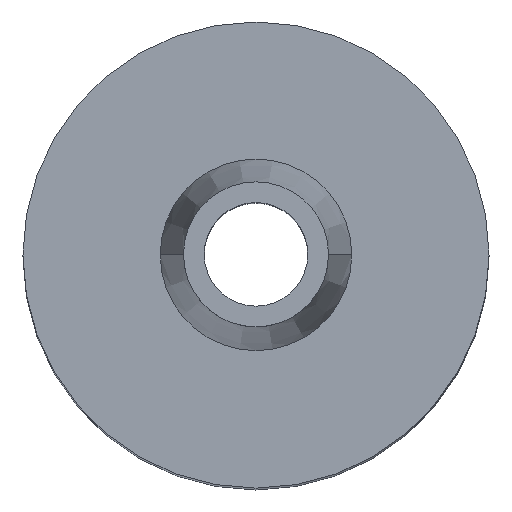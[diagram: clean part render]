
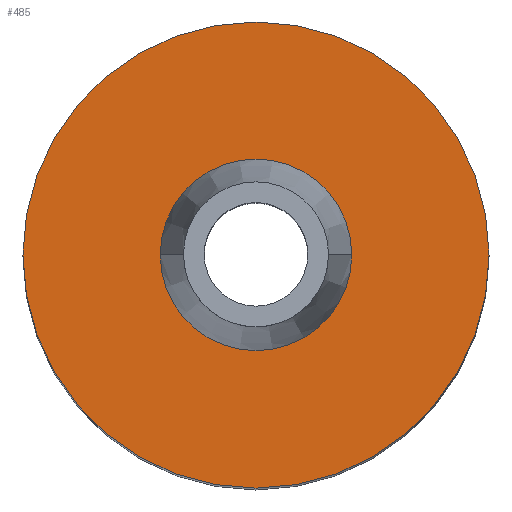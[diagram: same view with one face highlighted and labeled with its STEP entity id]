
A CAD part, top view. The second image highlights one B-rep face of the part: STEP entity #485.
In plain terms, the highlighted planar face has unit normal (0, 0, 1).
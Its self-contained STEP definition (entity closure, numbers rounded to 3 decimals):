
#55=CARTESIAN_POINT('',(0.,0.,28.65));
#56=DIRECTION('',(0.,0.,-1.));
#57=DIRECTION('',(1.,0.,0.));
#58=AXIS2_PLACEMENT_3D('',#55,#56,#57);
#60=CARTESIAN_POINT('',(0.,0.,28.65));
#61=DIRECTION('',(0.,0.,-1.));
#62=DIRECTION('',(-1.,0.,0.));
#63=AXIS2_PLACEMENT_3D('',#60,#61,#62);
#65=CARTESIAN_POINT('',(0.,0.,28.65));
#66=DIRECTION('',(0.,0.,1.));
#67=DIRECTION('',(-1.,0.,0.));
#68=AXIS2_PLACEMENT_3D('',#65,#66,#67);
#70=CARTESIAN_POINT('',(0.,0.,28.65));
#71=DIRECTION('',(0.,0.,1.));
#72=DIRECTION('',(1.,0.,0.));
#73=AXIS2_PLACEMENT_3D('',#70,#71,#72);
#327=CARTESIAN_POINT('',(-4.5,0.,28.65));
#328=VERTEX_POINT('',#327);
#329=CARTESIAN_POINT('',(4.5,0.,28.65));
#330=VERTEX_POINT('',#329);
#335=CARTESIAN_POINT('',(-1.4,0.,28.65));
#336=CARTESIAN_POINT('',(1.4,0.,28.65));
#337=VERTEX_POINT('',#335);
#338=VERTEX_POINT('',#336);
#470=CARTESIAN_POINT('',(0.,4.5,28.65));
#471=DIRECTION('',(0.,0.,1.));
#472=DIRECTION('',(1.,0.,0.));
#473=AXIS2_PLACEMENT_3D('',#470,#471,#472);
#474=PLANE('',#473);
#475=ORIENTED_EDGE('',*,*,#412,.T.);
#476=ORIENTED_EDGE('',*,*,#457,.T.);
#477=EDGE_LOOP('',(#475,#476));
#478=FACE_OUTER_BOUND('',#477,.F.);
#480=ORIENTED_EDGE('',*,*,#479,.T.);
#482=ORIENTED_EDGE('',*,*,#481,.T.);
#483=EDGE_LOOP('',(#480,#482));
#484=FACE_BOUND('',#483,.F.);
#485=ADVANCED_FACE('',(#478,#484),#474,.T.);
#59=CIRCLE('',#58,4.5);
#64=CIRCLE('',#63,4.5);
#69=CIRCLE('',#68,1.4);
#74=CIRCLE('',#73,1.4);
#412=EDGE_CURVE('',#330,#328,#59,.T.);
#457=EDGE_CURVE('',#328,#330,#64,.T.);
#479=EDGE_CURVE('',#337,#338,#69,.T.);
#481=EDGE_CURVE('',#338,#337,#74,.T.);
